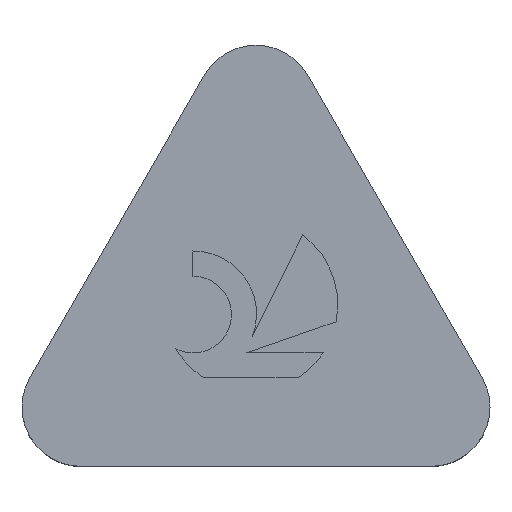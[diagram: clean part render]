
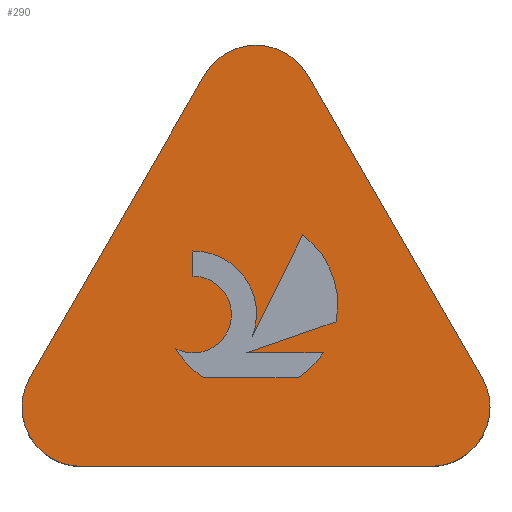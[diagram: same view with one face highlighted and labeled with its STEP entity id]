
A CAD part, top view. The second image highlights one B-rep face of the part: STEP entity #290.
In plain terms, the highlighted planar face has unit normal (0, 0, 1).
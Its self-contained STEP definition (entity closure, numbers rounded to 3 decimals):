
#140=VERTEX_POINT('',#371);
#144=EDGE_CURVE('',#198,#162,#376,.T.);
#148=VERTEX_POINT('',#381);
#150=VERTEX_POINT('',#383);
#152=VERTEX_POINT('',#385);
#158=VERTEX_POINT('',#392);
#160=VERTEX_POINT('',#394);
#162=VERTEX_POINT('',#396);
#170=EDGE_CURVE('',#148,#298,#405,.T.);
#174=VERTEX_POINT('',#409);
#182=EDGE_CURVE('',#298,#198,#418,.T.);
#190=EDGE_CURVE('',#244,#240,#426,.T.);
#198=VERTEX_POINT('',#435);
#206=EDGE_CURVE('',#240,#160,#443,.T.);
#208=EDGE_CURVE('',#174,#244,#445,.T.);
#214=EDGE_CURVE('',#162,#220,#451,.T.);
#220=VERTEX_POINT('',#457);
#224=VERTEX_POINT('',#461);
#238=EDGE_CURVE('',#250,#306,#478,.T.);
#240=VERTEX_POINT('',#480);
#244=VERTEX_POINT('',#484);
#250=VERTEX_POINT('',#491);
#258=EDGE_CURVE('',#140,#250,#499,.T.);
#268=EDGE_CURVE('',#306,#224,#509,.T.);
#278=EDGE_CURVE('',#152,#150,#520,.T.);
#280=EDGE_CURVE('',#220,#140,#522,.T.);
#290=ADVANCED_FACE('',(#533,#534),#535,.T.);
#298=VERTEX_POINT('',#543);
#306=VERTEX_POINT('',#552);
#308=EDGE_CURVE('',#224,#158,#554,.T.);
#318=EDGE_CURVE('',#160,#152,#565,.T.);
#322=EDGE_CURVE('',#150,#174,#569,.T.);
#324=EDGE_CURVE('',#328,#148,#571,.T.);
#328=VERTEX_POINT('',#575);
#340=EDGE_CURVE('',#158,#328,#589,.T.);
#371=CARTESIAN_POINT('',(7.811,6.275,0.0));
#376=LINE('',#618,#619);
#381=CARTESIAN_POINT('',(9.029,3.828,0.0));
#383=CARTESIAN_POINT('',(15.242,0.0,0.0));
#385=CARTESIAN_POINT('',(3.464,0.0,0.0));
#392=CARTESIAN_POINT('',(10.923,7.807,0.0));
#394=CARTESIAN_POINT('',(1.732,3.0,0.0));
#396=CARTESIAN_POINT('',(7.58,2.993,0.0));
#405=LINE('',#655,#656);
#409=CARTESIAN_POINT('',(16.974,3.,0.0));
#418=CIRCLE('',#674,2.932);
#426=CIRCLE('',#689,2.0);
#435=CARTESIAN_POINT('',(10.775,2.993,0.0));
#443=LINE('',#714,#715);
#445=LINE('',#718,#719);
#451=CIRCLE('',#726,2.932);
#457=CARTESIAN_POINT('',(6.653,3.961,0.0));
#461=CARTESIAN_POINT('',(9.228,4.368,0.0));
#478=LINE('',#757,#758);
#480=CARTESIAN_POINT('',(7.621,13.2,0.0));
#484=CARTESIAN_POINT('',(11.085,13.2,0.0));
#491=CARTESIAN_POINT('',(7.224,6.412,0.0));
#499=CIRCLE('',#785,1.294);
#509=CIRCLE('',#802,2.13);
#520=LINE('',#814,#815);
#522=CIRCLE('',#818,1.294);
#533=FACE_BOUND('',#835,.T.);
#534=FACE_OUTER_BOUND('',#836,.T.);
#535=PLANE('',#837);
#543=CARTESIAN_POINT('',(11.619,3.828,0.0));
#552=CARTESIAN_POINT('',(7.224,7.263,0.0));
#554=LINE('',#860,#861);
#565=CIRCLE('',#877,2.0);
#569=CIRCLE('',#882,2.0);
#571=LINE('',#885,#886);
#575=CARTESIAN_POINT('',(12.053,4.878,0.0));
#589=CIRCLE('',#911,2.932);
#618=CARTESIAN_POINT('',(8.467,2.993,0.0));
#619=VECTOR('',#946,1.0);
#655=CARTESIAN_POINT('',(10.486,3.828,0.0));
#656=VECTOR('',#974,1.0);
#674=AXIS2_PLACEMENT_3D('',#985,#986,#987);
#689=AXIS2_PLACEMENT_3D('',#991,#992,#993);
#714=CARTESIAN_POINT('',(7.621,13.2,0.0));
#715=VECTOR('',#1008,1.0);
#718=CARTESIAN_POINT('',(16.974,3.0,0.0));
#719=VECTOR('',#1009,1.0);
#726=AXIS2_PLACEMENT_3D('',#1010,#1011,#1012);
#757=CARTESIAN_POINT('',(7.224,6.332,0.0));
#758=VECTOR('',#1050,1.0);
#785=AXIS2_PLACEMENT_3D('',#1064,#1065,#1066);
#802=AXIS2_PLACEMENT_3D('',#1070,#1071,#1072);
#814=CARTESIAN_POINT('',(3.464,0.0,0.0));
#815=VECTOR('',#1085,1.0);
#818=AXIS2_PLACEMENT_3D('',#1086,#1087,#1088);
#835=EDGE_LOOP('',(#1101,#1102,#1103,#1104,#1105,#1106,#1107,#1108,#1109,#1110,#1111));
#836=EDGE_LOOP('',(#1112,#1113,#1114,#1115,#1116,#1117));
#837=AXIS2_PLACEMENT_3D('',#1118,#1119,#1120);
#860=CARTESIAN_POINT('',(10.292,6.527,0.0));
#861=VECTOR('',#1133,1.0);
#877=AXIS2_PLACEMENT_3D('',#1149,#1150,#1151);
#882=AXIS2_PLACEMENT_3D('',#1152,#1153,#1154);
#885=CARTESIAN_POINT('',(9.417,3.962,0.0));
#886=VECTOR('',#1155,1.0);
#911=AXIS2_PLACEMENT_3D('',#1180,#1181,#1182);
#946=DIRECTION('',(-1.0,0.0,0.0));
#974=DIRECTION('',(1.0,0.0,0.0));
#985=CARTESIAN_POINT('',(9.178,5.451,0.0));
#986=DIRECTION('',(0.0,-0.0,-1.0));
#987=DIRECTION('',(0.545,-0.838,0.0));
#991=CARTESIAN_POINT('',(9.353,12.2,0.0));
#992=DIRECTION('',(0.0,-0.0,1.0));
#993=DIRECTION('',(0.866,0.5,0.0));
#1008=DIRECTION('',(-0.5,-0.866,0.0));
#1009=DIRECTION('',(-0.5,0.866,0.0));
#1010=CARTESIAN_POINT('',(9.178,5.451,0.0));
#1011=DIRECTION('',(-0.0,0.0,-1.0));
#1012=DIRECTION('',(-0.861,-0.508,0.0));
#1050=DIRECTION('',(0.0,1.0,0.0));
#1064=CARTESIAN_POINT('',(7.232,5.118,0.0));
#1065=DIRECTION('',(0.0,0.0,1.0));
#1066=DIRECTION('',(-0.447,-0.894,0.0));
#1070=CARTESIAN_POINT('',(7.24,5.134,0.0));
#1071=DIRECTION('',(0.0,-0.0,-1.0));
#1072=DIRECTION('',(0.933,-0.359,0.0));
#1085=DIRECTION('',(1.0,0.0,0.0));
#1086=CARTESIAN_POINT('',(7.232,5.118,0.0));
#1087=DIRECTION('',(0.0,0.0,1.0));
#1088=DIRECTION('',(-0.447,-0.894,0.0));
#1101=ORIENTED_EDGE('',*,*,#238,.T.);
#1102=ORIENTED_EDGE('',*,*,#268,.T.);
#1103=ORIENTED_EDGE('',*,*,#308,.T.);
#1104=ORIENTED_EDGE('',*,*,#340,.T.);
#1105=ORIENTED_EDGE('',*,*,#324,.T.);
#1106=ORIENTED_EDGE('',*,*,#170,.T.);
#1107=ORIENTED_EDGE('',*,*,#182,.T.);
#1108=ORIENTED_EDGE('',*,*,#144,.T.);
#1109=ORIENTED_EDGE('',*,*,#214,.T.);
#1110=ORIENTED_EDGE('',*,*,#280,.T.);
#1111=ORIENTED_EDGE('',*,*,#258,.T.);
#1112=ORIENTED_EDGE('',*,*,#278,.T.);
#1113=ORIENTED_EDGE('',*,*,#322,.T.);
#1114=ORIENTED_EDGE('',*,*,#208,.T.);
#1115=ORIENTED_EDGE('',*,*,#190,.T.);
#1116=ORIENTED_EDGE('',*,*,#206,.T.);
#1117=ORIENTED_EDGE('',*,*,#318,.T.);
#1118=CARTESIAN_POINT('',(9.353,5.4,0.0));
#1119=DIRECTION('',(0.0,0.0,1.0));
#1120=DIRECTION('',(1.0,0.0,0.0));
#1133=DIRECTION('',(0.442,0.897,-0.0));
#1149=CARTESIAN_POINT('',(3.464,2.,0.0));
#1150=DIRECTION('',(0.0,0.0,1.0));
#1151=DIRECTION('',(-0.866,0.5,0.0));
#1152=CARTESIAN_POINT('',(15.242,2.,0.0));
#1153=DIRECTION('',(0.0,0.0,1.0));
#1154=DIRECTION('',(0.,-1.0,0.0));
#1155=DIRECTION('',(-0.945,-0.328,0.0));
#1180=CARTESIAN_POINT('',(9.178,5.451,0.0));
#1181=DIRECTION('',(0.0,-0.0,-1.0));
#1182=DIRECTION('',(0.981,-0.196,0.0));
